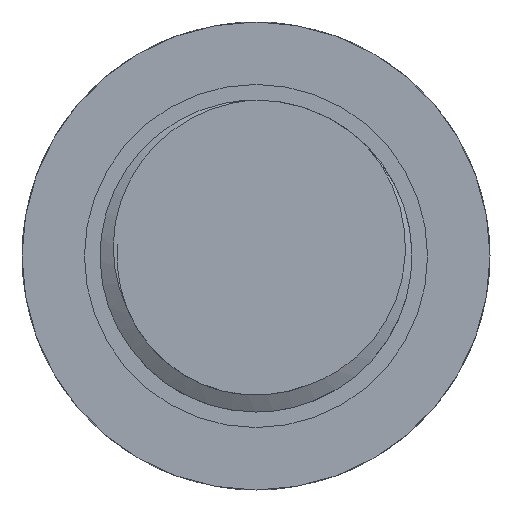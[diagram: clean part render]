
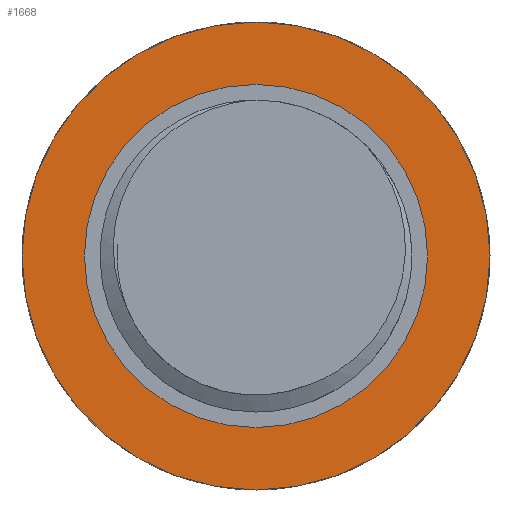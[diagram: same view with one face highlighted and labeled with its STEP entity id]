
A CAD part, left-side view. The second image highlights one B-rep face of the part: STEP entity #1668.
In plain terms, the highlighted planar face has unit normal (-1, 0, 0).
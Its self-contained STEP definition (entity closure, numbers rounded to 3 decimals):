
#127 = ORIENTED_EDGE ( 'NONE', *, *, #1405, .T. ) ;
#152 = EDGE_LOOP ( 'NONE', ( #127, #369 ) ) ;
#321 = CIRCLE ( 'NONE', #2703, 15. ) ;
#369 = ORIENTED_EDGE ( 'NONE', *, *, #2576, .T. ) ;
#391 = DIRECTION ( 'NONE',  ( 1., 0., 0. ) ) ;
#408 = DIRECTION ( 'NONE',  ( -1., 0., 0. ) ) ;
#656 = VERTEX_POINT ( 'NONE', #2836 ) ;
#775 = CARTESIAN_POINT ( 'NONE',  ( -6., 0., 0. ) ) ;
#801 = CARTESIAN_POINT ( 'NONE',  ( -6., 0., 0. ) ) ;
#814 = DIRECTION ( 'NONE',  ( 1., 0., 0. ) ) ;
#847 = CARTESIAN_POINT ( 'NONE',  ( -6., 0., 0. ) ) ;
#893 = FACE_OUTER_BOUND ( 'NONE', #3154, .T. ) ;
#929 = VERTEX_POINT ( 'NONE', #1248 ) ;
#944 = CIRCLE ( 'NONE', #3118, 11. ) ;
#1101 = VERTEX_POINT ( 'NONE', #3217 ) ;
#1113 = DIRECTION ( 'NONE',  ( 0., 0., -1. ) ) ;
#1248 = CARTESIAN_POINT ( 'NONE',  ( -6., 0., -15. ) ) ;
#1285 = EDGE_CURVE ( 'NONE', #2734, #929, #1651, .T. ) ;
#1375 = DIRECTION ( 'NONE',  ( 0., 0., -1. ) ) ;
#1394 = CARTESIAN_POINT ( 'NONE',  ( -6., 15., 0. ) ) ;
#1405 = EDGE_CURVE ( 'NONE', #1101, #656, #2900, .T. ) ;
#1548 = CARTESIAN_POINT ( 'NONE',  ( -6., 0., 15. ) ) ;
#1552 = DIRECTION ( 'NONE',  ( 1., 0., 0. ) ) ;
#1651 = CIRCLE ( 'NONE', #2072, 15. ) ;
#1668 = ADVANCED_FACE ( 'NONE', ( #2117, #893 ), #1875, .T. ) ;
#1875 = PLANE ( 'NONE',  #2118 ) ;
#1907 = CARTESIAN_POINT ( 'NONE',  ( -6., 0., 0. ) ) ;
#1915 = AXIS2_PLACEMENT_3D ( 'NONE', #847, #1552, #2822 ) ;
#2061 = DIRECTION ( 'NONE',  ( 1., 0., 0. ) ) ;
#2072 = AXIS2_PLACEMENT_3D ( 'NONE', #801, #2061, #3024 ) ;
#2117 = FACE_BOUND ( 'NONE', #152, .T. ) ;
#2118 = AXIS2_PLACEMENT_3D ( 'NONE', #1394, #408, #2375 ) ;
#2239 = ORIENTED_EDGE ( 'NONE', *, *, #2915, .F. ) ;
#2375 = DIRECTION ( 'NONE',  ( 0., 0., 1. ) ) ;
#2576 = EDGE_CURVE ( 'NONE', #656, #1101, #944, .T. ) ;
#2684 = ORIENTED_EDGE ( 'NONE', *, *, #1285, .F. ) ;
#2703 = AXIS2_PLACEMENT_3D ( 'NONE', #1907, #391, #1375 ) ;
#2734 = VERTEX_POINT ( 'NONE', #1548 ) ;
#2822 = DIRECTION ( 'NONE',  ( 0., 0., -1. ) ) ;
#2836 = CARTESIAN_POINT ( 'NONE',  ( -6., 0., 11. ) ) ;
#2900 = CIRCLE ( 'NONE', #1915, 11. ) ;
#2915 = EDGE_CURVE ( 'NONE', #929, #2734, #321, .T. ) ;
#3024 = DIRECTION ( 'NONE',  ( 0., 0., -1. ) ) ;
#3118 = AXIS2_PLACEMENT_3D ( 'NONE', #775, #814, #1113 ) ;
#3154 = EDGE_LOOP ( 'NONE', ( #2239, #2684 ) ) ;
#3217 = CARTESIAN_POINT ( 'NONE',  ( -6., 0., -11. ) ) ;
